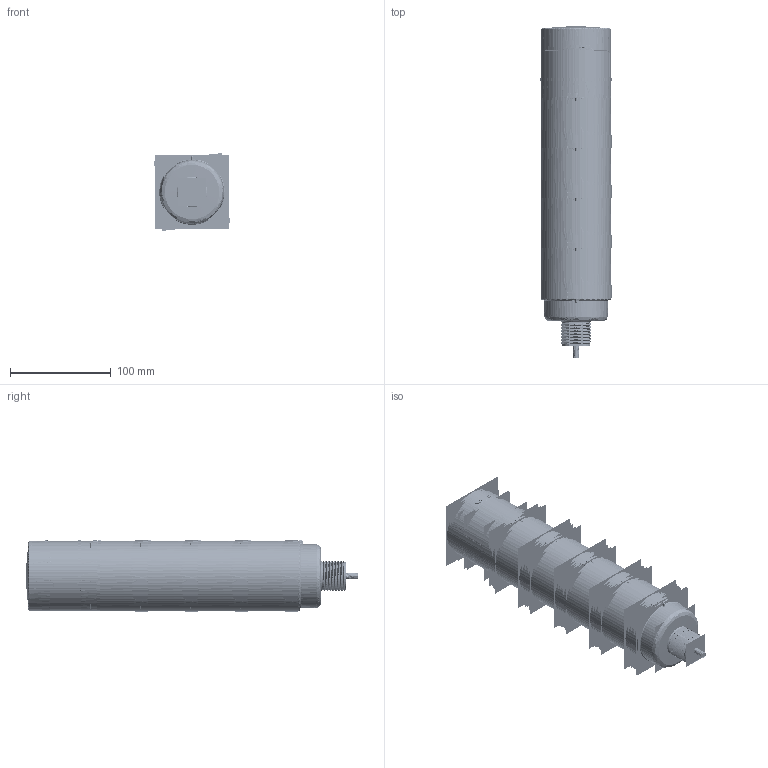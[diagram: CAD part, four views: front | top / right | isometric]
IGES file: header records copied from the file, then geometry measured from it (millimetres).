
Start section:  PTC IGES file: 191344.igs
Global section: file name: 191344.igs; native system: Creo Parametric by Parametric Technology Corporation; preprocessor: 2013230; author: pdmadmin; organization: Unknown; date: 20160224.155937; units: millimetre
Bounding box: 75.82 x 330.11 x 77.54 mm (x, y, z)
Volume: 298821.9 mm3; surface area: 1701058.9 mm2
Topology: 13 solids, 18 shells, 6656 faces, 32733 edges, 40886 vertices
Faces by surface type: revolution 3380, bspline 3232, extrusion 44
